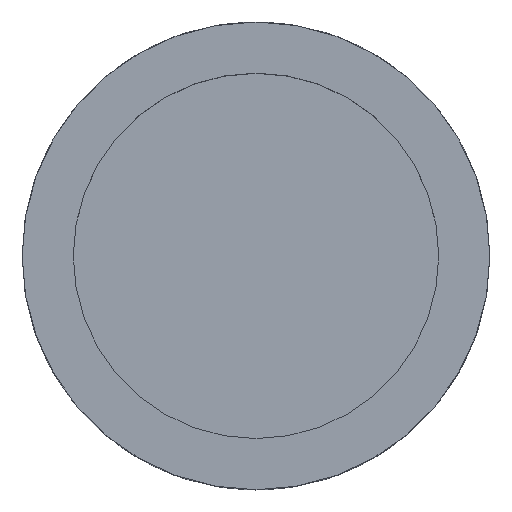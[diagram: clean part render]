
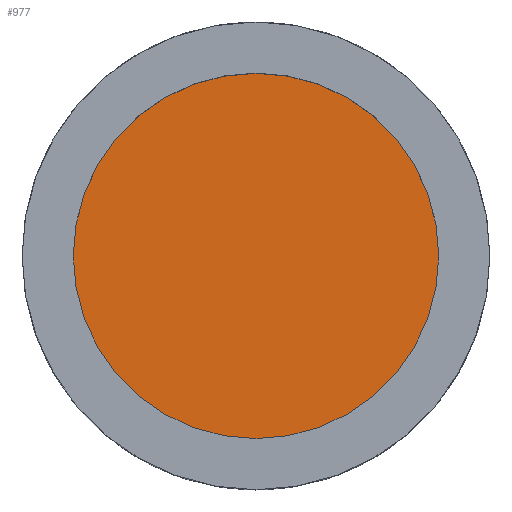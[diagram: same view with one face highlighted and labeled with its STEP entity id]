
A CAD part, top view. The second image highlights one B-rep face of the part: STEP entity #977.
In plain terms, the highlighted planar face has unit normal (0, 0, 1).
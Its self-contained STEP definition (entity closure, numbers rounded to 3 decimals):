
#19 = EDGE_CURVE ( 'NONE', #255, #401, #716, .T. ) ;
#30 = CARTESIAN_POINT ( 'NONE',  ( 0., 0., 5. ) ) ;
#61 = DIRECTION ( 'NONE',  ( 0., 0., -1. ) ) ;
#177 = EDGE_CURVE ( 'NONE', #401, #255, #651, .T. ) ;
#255 = VERTEX_POINT ( 'NONE', #609 ) ;
#373 = DIRECTION ( 'NONE',  ( -1., 0., 0. ) ) ;
#395 = ORIENTED_EDGE ( 'NONE', *, *, #177, .T. ) ;
#401 = VERTEX_POINT ( 'NONE', #921 ) ;
#408 = DIRECTION ( 'NONE',  ( 0., 0., 1. ) ) ;
#436 = DIRECTION ( 'NONE',  ( 0., 0., 1. ) ) ;
#451 = CARTESIAN_POINT ( 'NONE',  ( 0., 25., 5. ) ) ;
#469 = ORIENTED_EDGE ( 'NONE', *, *, #19, .T. ) ;
#483 = AXIS2_PLACEMENT_3D ( 'NONE', #30, #436, #999 ) ;
#604 = PLANE ( 'NONE',  #987 ) ;
#609 = CARTESIAN_POINT ( 'NONE',  ( -25., 0., 5. ) ) ;
#651 = CIRCLE ( 'NONE', #483, 25. ) ;
#716 = CIRCLE ( 'NONE', #897, 25. ) ;
#727 = EDGE_LOOP ( 'NONE', ( #395, #469 ) ) ;
#807 = CARTESIAN_POINT ( 'NONE',  ( 0., 0., 5. ) ) ;
#858 = FACE_OUTER_BOUND ( 'NONE', #727, .T. ) ;
#897 = AXIS2_PLACEMENT_3D ( 'NONE', #807, #408, #1030 ) ;
#921 = CARTESIAN_POINT ( 'NONE',  ( 25., 0., 5. ) ) ;
#977 = ADVANCED_FACE ( 'NONE', ( #858 ), #604, .F. ) ;
#987 = AXIS2_PLACEMENT_3D ( 'NONE', #451, #61, #373 ) ;
#999 = DIRECTION ( 'NONE',  ( 1., 0., 0. ) ) ;
#1030 = DIRECTION ( 'NONE',  ( 1., 0., 0. ) ) ;
